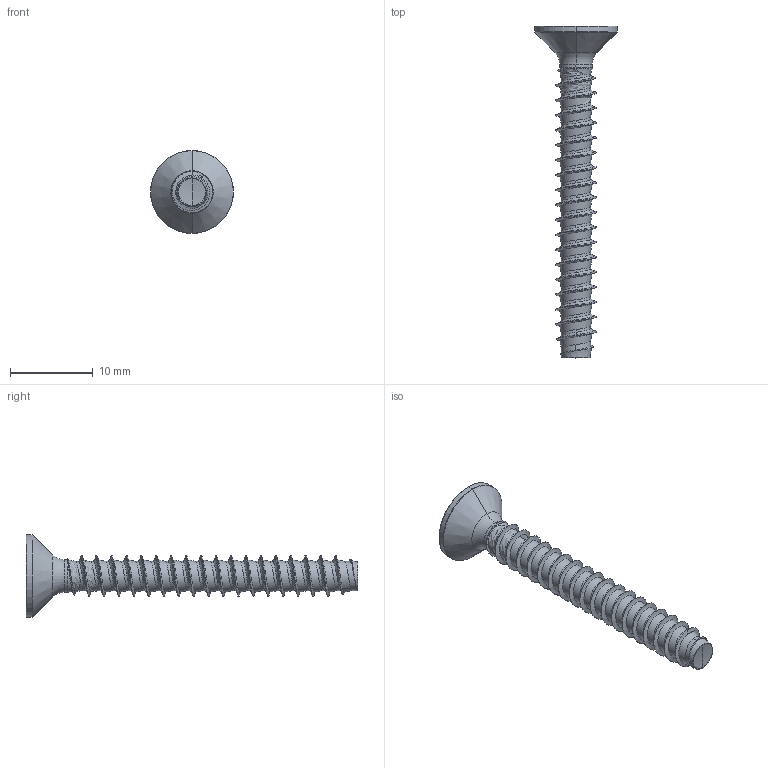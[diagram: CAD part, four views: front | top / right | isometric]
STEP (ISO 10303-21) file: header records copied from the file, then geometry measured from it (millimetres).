
FILE_DESCRIPTION (( 'STEP AP203' ), '1' );
FILE_NAME ('STP330500400.STEP', '2017-08-15T16:43:57', ( '' ), ( '' ), 'SwSTEP 2.0', 'SolidWorks 2015', '' );
FILE_SCHEMA (( 'CONFIG_CONTROL_DESIGN' ));
Length unit declared in the file: millimetre
Products named in the file (1): STP330500400
Bounding box: 10 x 40 x 10 mm (x, y, z)
Volume: 590.8 mm3; surface area: 895.7 mm2
Topology: 1 solids, 1 shells, 199 faces, 467 edges, 270 vertices
Faces by surface type: cylinder 84, bspline 51, sphere 26, plane 22, cone 10, torus 6
Entity records: 36738 total; most frequent: CARTESIAN_POINT 32686, ORIENTED_EDGE 930, DIRECTION 712, EDGE_CURVE 465, AXIS2_PLACEMENT_3D 287, VERTEX_POINT 270, EDGE_LOOP 201, ADVANCED_FACE 199
